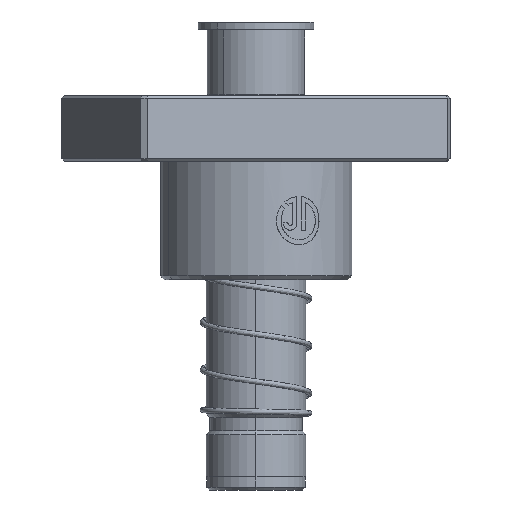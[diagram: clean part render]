
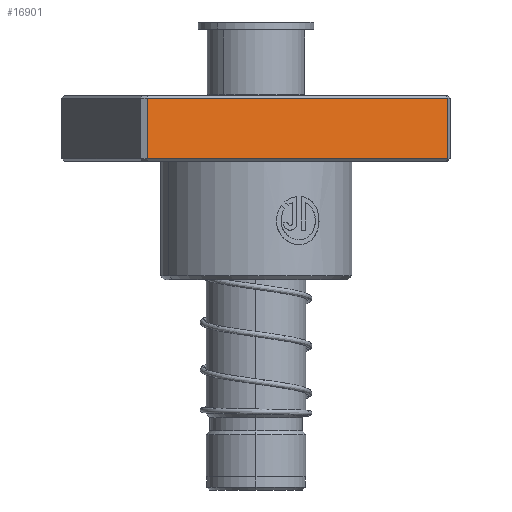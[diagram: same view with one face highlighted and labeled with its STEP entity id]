
A CAD part, left-side view. The second image highlights one B-rep face of the part: STEP entity #16901.
In plain terms, the highlighted face is planar.
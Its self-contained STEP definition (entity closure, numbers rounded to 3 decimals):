
#355 = EDGE_CURVE ( 'NONE', #5469, #5783, #26118, .T. ) ;
#950 = DIRECTION ( 'NONE',  ( 0., 0., -1. ) ) ;
#1358 = VECTOR ( 'NONE', #16619, 1000. ) ;
#3544 = ORIENTED_EDGE ( 'NONE', *, *, #30295, .T. ) ;
#5042 = CARTESIAN_POINT ( 'NONE',  ( 63., 37.5, 24. ) ) ;
#5469 = VERTEX_POINT ( 'NONE', #15323 ) ;
#5480 = CARTESIAN_POINT ( 'NONE',  ( -63., 37.5, 1. ) ) ;
#5783 = VERTEX_POINT ( 'NONE', #11635 ) ;
#8952 = ORIENTED_EDGE ( 'NONE', *, *, #12810, .T. ) ;
#9639 = CARTESIAN_POINT ( 'NONE',  ( -63., 37.5, 24. ) ) ;
#10331 = PLANE ( 'NONE',  #21624 ) ;
#11635 = CARTESIAN_POINT ( 'NONE',  ( -63., 37.5, 1. ) ) ;
#12772 = CARTESIAN_POINT ( 'NONE',  ( -63., 37.5, 25. ) ) ;
#12810 = EDGE_CURVE ( 'NONE', #26976, #5469, #30148, .T. ) ;
#13111 = DIRECTION ( 'NONE',  ( 0., -1., 0. ) ) ;
#13546 = DIRECTION ( 'NONE',  ( 1., 0., 0. ) ) ;
#15286 = VECTOR ( 'NONE', #24132, 1000. ) ;
#15323 = CARTESIAN_POINT ( 'NONE',  ( 63., 37.5, 1. ) ) ;
#15840 = DIRECTION ( 'NONE',  ( 0., 0., -1. ) ) ;
#16619 = DIRECTION ( 'NONE',  ( 0., 0., -1. ) ) ;
#16901 = ADVANCED_FACE ( 'NONE', ( #28282 ), #10331, .F. ) ;
#20397 = EDGE_LOOP ( 'NONE', ( #8952, #27444, #31122, #3544 ) ) ;
#20401 = VECTOR ( 'NONE', #13546, 1000. ) ;
#21624 = AXIS2_PLACEMENT_3D ( 'NONE', #12772, #13111, #15840 ) ;
#21954 = VERTEX_POINT ( 'NONE', #9639 ) ;
#24132 = DIRECTION ( 'NONE',  ( -1., 0., 0. ) ) ;
#26062 = EDGE_CURVE ( 'NONE', #21954, #5783, #33555, .T. ) ;
#26118 = LINE ( 'NONE', #5480, #15286 ) ;
#26976 = VERTEX_POINT ( 'NONE', #31788 ) ;
#27127 = CARTESIAN_POINT ( 'NONE',  ( -63., 37.5, 25. ) ) ;
#27444 = ORIENTED_EDGE ( 'NONE', *, *, #355, .T. ) ;
#27533 = LINE ( 'NONE', #5042, #20401 ) ;
#28282 = FACE_OUTER_BOUND ( 'NONE', #20397, .T. ) ;
#29304 = VECTOR ( 'NONE', #950, 1000. ) ;
#30148 = LINE ( 'NONE', #34455, #29304 ) ;
#30295 = EDGE_CURVE ( 'NONE', #21954, #26976, #27533, .T. ) ;
#31122 = ORIENTED_EDGE ( 'NONE', *, *, #26062, .F. ) ;
#31788 = CARTESIAN_POINT ( 'NONE',  ( 63., 37.5, 24. ) ) ;
#33555 = LINE ( 'NONE', #27127, #1358 ) ;
#34455 = CARTESIAN_POINT ( 'NONE',  ( 63., 37.5, 25. ) ) ;
